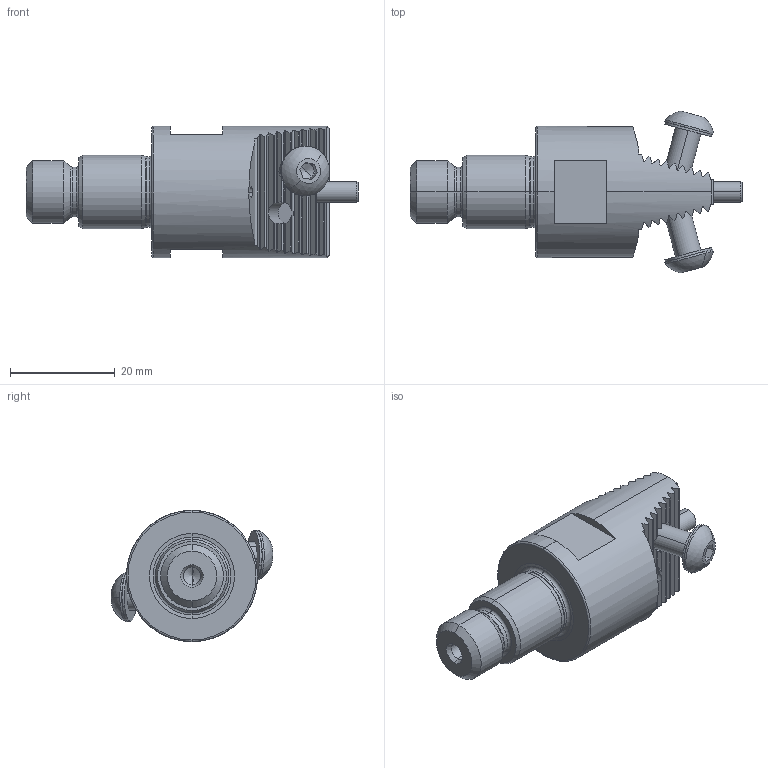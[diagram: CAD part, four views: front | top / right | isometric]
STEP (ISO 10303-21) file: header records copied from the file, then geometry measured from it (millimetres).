
FILE_DESCRIPTION (( 'STEP AP203' ), '1' );
FILE_NAME ('140.250.000C.STEP', '2018-03-05T07:32:58', ( 'SWIAdmin' ), ( 'Hewlett-Packard Company' ), 'SwSTEP 2.0', 'SolidWorks 2017', '' );
FILE_SCHEMA (( 'CONFIG_CONTROL_DESIGN' ));
Length unit declared in the file: millimetre
Products named in the file (6): CA2-Z25.K23.050_A; Z25-ER1.002.012_A; Z25-ER1.003.012_A_gespannt; Z25-ER1.001.012; Z20-ER2.001.013_A; 140.250.000C
Assembly tree (6 placements, depth 3):
  140.250.000C
    CA2-Z25.K23.050_A
    Z25-ER1.001.012  x2
      Z25-ER1.002.012_A
      Z25-ER1.003.012_A_gespannt
    Z20-ER2.001.013_A
Bounding box: 63.3 x 30.87 x 25 mm (x, y, z)
Volume: 15798.5 mm3; surface area: 6693.2 mm2
Topology: 6 solids, 6 shells, 338 faces, 878 edges, 544 vertices
Faces by surface type: plane 168, cylinder 96, cone 52, torus 18, sphere 4
Entity records: 11099 total; most frequent: CARTESIAN_POINT 3630, ORIENTED_EDGE 1584, DIRECTION 1303, EDGE_CURVE 792, VERTEX_POINT 501, AXIS2_PLACEMENT_3D 500, EDGE_LOOP 321, ADVANCED_FACE 305
